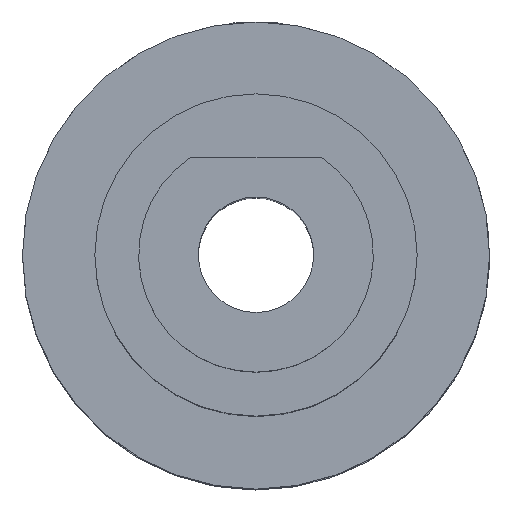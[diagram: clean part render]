
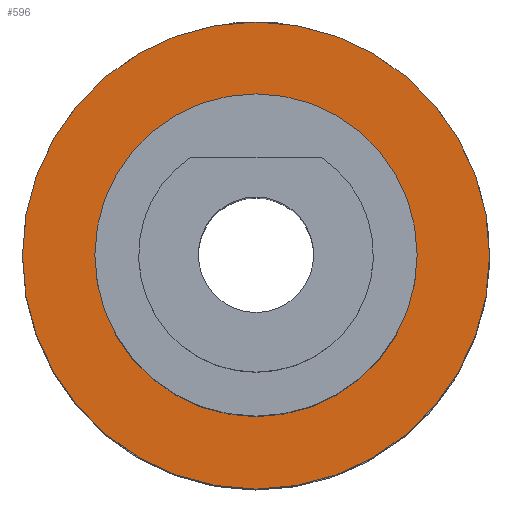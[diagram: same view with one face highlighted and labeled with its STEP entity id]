
A CAD part, top view. The second image highlights one B-rep face of the part: STEP entity #596.
In plain terms, the highlighted planar face has unit normal (0, 0, 1).
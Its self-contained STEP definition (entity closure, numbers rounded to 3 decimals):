
#19=FACE_BOUND('',#175,.T.);
#32=PLANE('',#684);
#132=FACE_OUTER_BOUND('',#174,.T.);
#174=EDGE_LOOP('',(#546));
#175=EDGE_LOOP('',(#547));
#234=CIRCLE('',#669,4.05);
#237=CIRCLE('',#675,5.871);
#284=VERTEX_POINT('',#1373);
#287=VERTEX_POINT('',#1384);
#365=EDGE_CURVE('',#284,#284,#234,.T.);
#370=EDGE_CURVE('',#287,#287,#237,.T.);
#546=ORIENTED_EDGE('',*,*,#370,.T.);
#547=ORIENTED_EDGE('',*,*,#365,.T.);
#596=ADVANCED_FACE('',(#132,#19),#32,.T.);
#669=AXIS2_PLACEMENT_3D('',#1375,#800,#801);
#675=AXIS2_PLACEMENT_3D('',#1386,#814,#815);
#684=AXIS2_PLACEMENT_3D('',#1405,#837,#838);
#800=DIRECTION('center_axis',(0.,0.,-1.));
#801=DIRECTION('ref_axis',(1.,0.,0.));
#814=DIRECTION('center_axis',(0.,0.,1.));
#815=DIRECTION('ref_axis',(1.,0.,0.));
#837=DIRECTION('center_axis',(0.,0.,1.));
#838=DIRECTION('ref_axis',(1.,0.,0.));
#1373=CARTESIAN_POINT('',(-8.818,-1.621,13.));
#1375=CARTESIAN_POINT('Origin',(-4.768,-1.621,13.));
#1384=CARTESIAN_POINT('',(-10.639,-1.621,13.));
#1386=CARTESIAN_POINT('Origin',(-4.768,-1.621,13.));
#1405=CARTESIAN_POINT('Origin',(-4.768,-1.621,13.));
